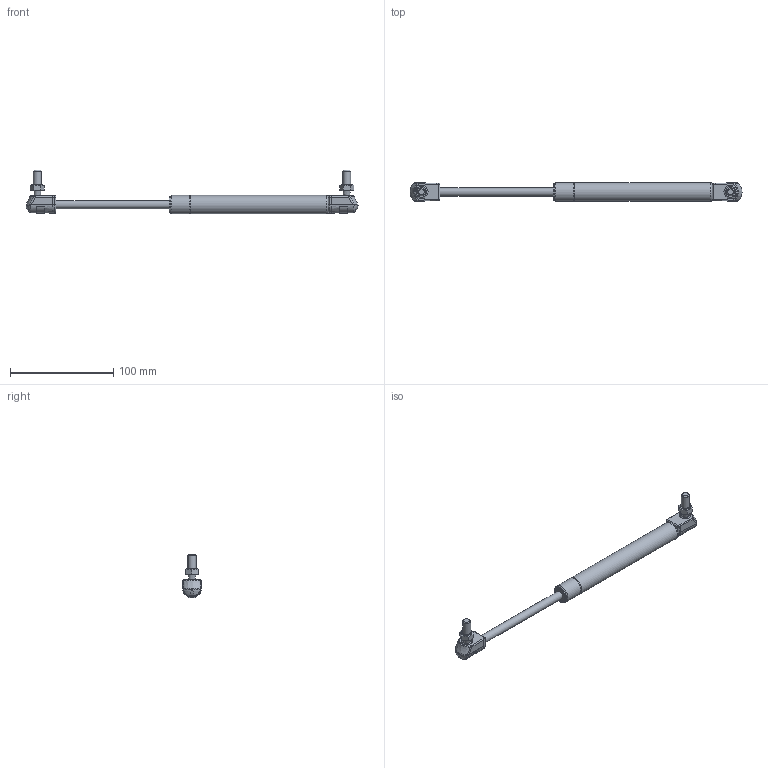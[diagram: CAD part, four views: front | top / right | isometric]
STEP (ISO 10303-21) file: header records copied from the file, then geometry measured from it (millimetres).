
FILE_DESCRIPTION(/* description */ (''),/* implementation_level */ '2;1');
FILE_NAME(/* name */ 'SBG-300-PB.stp',/* time_stamp */ '2026-02-10T17:45:09+09:00',/* author */ ('user'),/* organization */ (''),/* preprocessor_version */ 'ST-DEVELOPER v15.6',/* originating_system */ 'Autodesk Inventor 2015',/* authorisation */ '');
FILE_SCHEMA (('AUTOMOTIVE_DESIGN { 1 0 10303 214 3 1 1 }'));
Length unit declared in the file: millimetre
Products named in the file (7): SBG-300-PB (2); SBG-300-PB (1); SBG-300-PB (3); 링크볼_2; 링크볼_1; 링크; SBG-300-PB
Bounding box: 321.98 x 18 x 42.52 mm (x, y, z)
Volume: 39685 mm3; surface area: 28455.1 mm2
Topology: 7 solids, 7 shells, 197 faces, 468 edges, 294 vertices
Faces by surface type: plane 73, bspline 50, cylinder 31, cone 26, sphere 10, torus 7
Full cylindrical faces by diameter (mm): 2 x1, 4.917 x2, 6 x2, 7.8 x2, 8 x2, 10.3 x2, 12 x1, 14 x3, 16 x1, 17 x1, 18 x2
Entity records: 3983 total; most frequent: CARTESIAN_POINT 1544, ORIENTED_EDGE 446, DIRECTION 420, EDGE_CURVE 223, AXIS2_PLACEMENT_3D 184, VERTEX_POINT 158, EDGE_LOOP 157, ADVANCED_FACE 115
